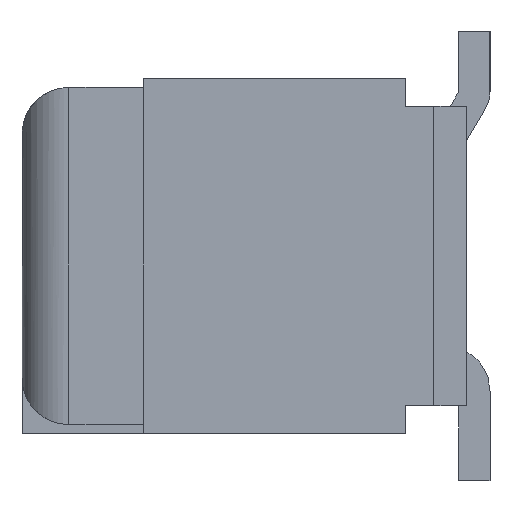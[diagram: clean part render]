
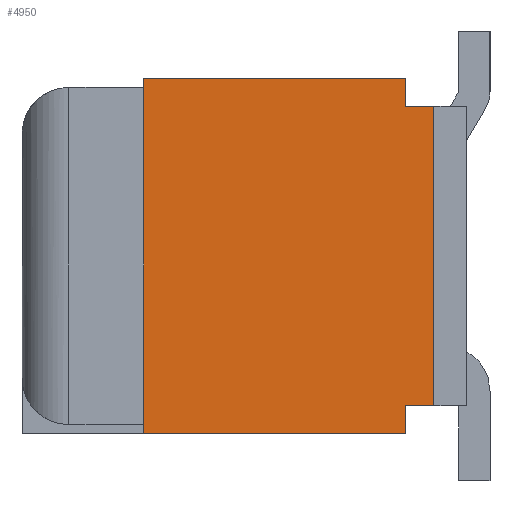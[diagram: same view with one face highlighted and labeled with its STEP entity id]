
A CAD part, left-side view. The second image highlights one B-rep face of the part: STEP entity #4950.
In plain terms, the highlighted planar face has unit normal (-1, 0, 0).
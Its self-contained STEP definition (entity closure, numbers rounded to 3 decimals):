
#2396=EDGE_CURVE('',#6176,#2998,#6693,.T.);
#2998=VERTEX_POINT('',#7344);
#3046=EDGE_CURVE('',#5422,#4464,#7394,.T.);
#3260=VERTEX_POINT('',#7625);
#3288=VERTEX_POINT('',#7655);
#3858=EDGE_CURVE('',#6032,#5422,#8287,.T.);
#4060=EDGE_CURVE('',#4274,#3288,#8506,.T.);
#4274=VERTEX_POINT('',#8734);
#4312=EDGE_CURVE('',#4364,#3260,#8774,.T.);
#4364=VERTEX_POINT('',#8832);
#4422=EDGE_CURVE('',#3260,#6032,#8895,.T.);
#4464=VERTEX_POINT('',#8939);
#4536=VERTEX_POINT('',#9020);
#4778=EDGE_CURVE('',#2998,#4536,#9284,.T.);
#4950=ADVANCED_FACE('',(#9472),#9473,.F.);
#5422=VERTEX_POINT('',#9976);
#5460=EDGE_CURVE('',#4364,#4536,#10017,.T.);
#5890=EDGE_CURVE('',#4274,#6176,#10492,.T.);
#6032=VERTEX_POINT('',#10647);
#6176=VERTEX_POINT('',#10809);
#6272=EDGE_CURVE('',#4464,#3288,#10912,.T.);
#6693=LINE('',#11438,#11439);
#7344=CARTESIAN_POINT('',(-6.5,3.7,-1.8));
#7394=LINE('',#12476,#12477);
#7625=CARTESIAN_POINT('',(-6.5,0.9,-1.6));
#7655=CARTESIAN_POINT('',(-6.5,0.9,1.9));
#8287=LINE('',#13769,#13770);
#8506=LINE('',#14092,#14093);
#8734=CARTESIAN_POINT('',(-6.5,3.7,1.9));
#8774=LINE('',#14488,#14489);
#8832=CARTESIAN_POINT('',(-6.5,0.9,-1.9));
#8895=LINE('',#14669,#14670);
#8939=CARTESIAN_POINT('',(-6.5,0.9,1.6));
#9020=CARTESIAN_POINT('',(-6.5,3.7,-1.9));
#9284=LINE('',#15242,#15243);
#9472=FACE_OUTER_BOUND('',#15518,.T.);
#9473=PLANE('',#15519);
#9976=CARTESIAN_POINT('',(-6.5,0.6,1.6));
#10017=LINE('',#16312,#16313);
#10492=LINE('',#17001,#17002);
#10647=CARTESIAN_POINT('',(-6.5,0.6,-1.6));
#10809=CARTESIAN_POINT('',(-6.5,3.7,1.8));
#10912=LINE('',#17595,#17596);
#11438=CARTESIAN_POINT('',(-6.5,3.7,0.0));
#11439=VECTOR('',#18181,1.0);
#12476=CARTESIAN_POINT('',(-6.5,1.213,1.6));
#12477=VECTOR('',#18839,1.0);
#13769=CARTESIAN_POINT('',(-6.5,0.6,0.0));
#13770=VECTOR('',#19706,1.0);
#14092=CARTESIAN_POINT('',(-6.5,1.975,1.9));
#14093=VECTOR('',#19945,1.0);
#14488=CARTESIAN_POINT('',(-6.5,0.9,-0.875));
#14489=VECTOR('',#20170,1.0);
#14669=CARTESIAN_POINT('',(-6.5,1.213,-1.6));
#14670=VECTOR('',#20288,1.0);
#15242=CARTESIAN_POINT('',(-6.5,3.7,0.0));
#15243=VECTOR('',#20690,1.0);
#15518=EDGE_LOOP('',(#20884,#20885,#20886,#20887,#20888,#20889,#20890,#20891,#20892,#20893));
#15519=AXIS2_PLACEMENT_3D('',#20894,#20895,#20896);
#16312=CARTESIAN_POINT('',(-6.5,1.975,-1.9));
#16313=VECTOR('',#21376,1.0);
#17001=CARTESIAN_POINT('',(-6.5,3.7,0.0));
#17002=VECTOR('',#21944,1.0);
#17595=CARTESIAN_POINT('',(-6.5,0.9,0.875));
#17596=VECTOR('',#22344,1.0);
#18181=DIRECTION('',(0.0,0.0,-1.0));
#18839=DIRECTION('',(0.0,1.0,0.0));
#19706=DIRECTION('',(-0.0,0.0,1.0));
#19945=DIRECTION('',(0.0,-1.0,0.0));
#20170=DIRECTION('',(-0.0,0.0,1.0));
#20288=DIRECTION('',(0.0,-1.0,0.0));
#20690=DIRECTION('',(0.0,0.0,-1.0));
#20884=ORIENTED_EDGE('',*,*,#4422,.T.);
#20885=ORIENTED_EDGE('',*,*,#3858,.T.);
#20886=ORIENTED_EDGE('',*,*,#3046,.T.);
#20887=ORIENTED_EDGE('',*,*,#6272,.T.);
#20888=ORIENTED_EDGE('',*,*,#4060,.F.);
#20889=ORIENTED_EDGE('',*,*,#5890,.T.);
#20890=ORIENTED_EDGE('',*,*,#2396,.T.);
#20891=ORIENTED_EDGE('',*,*,#4778,.T.);
#20892=ORIENTED_EDGE('',*,*,#5460,.F.);
#20893=ORIENTED_EDGE('',*,*,#4312,.T.);
#20894=CARTESIAN_POINT('',(-6.5,1.975,0.0));
#20895=DIRECTION('',(1.0,0.0,0.0));
#20896=DIRECTION('',(0.0,0.0,-1.0));
#21376=DIRECTION('',(0.0,1.0,0.0));
#21944=DIRECTION('',(0.0,0.0,-1.0));
#22344=DIRECTION('',(-0.0,0.0,1.0));
